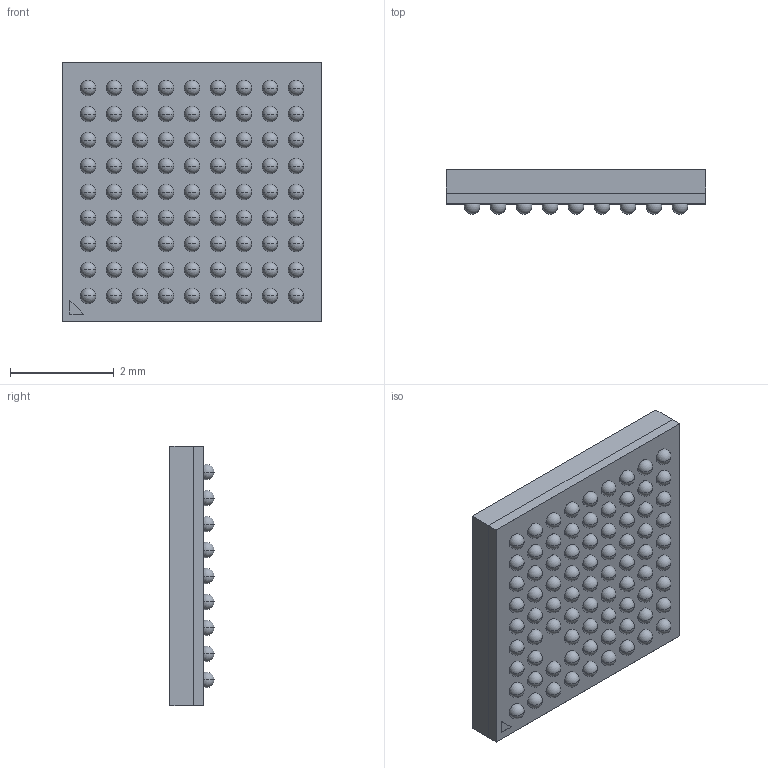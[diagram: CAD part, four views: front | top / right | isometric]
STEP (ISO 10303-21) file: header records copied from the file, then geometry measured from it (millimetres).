
FILE_DESCRIPTION((''),'2;1');
FILE_NAME('ZXH0080A_ASM','2014-02-28T',('a0412025'),(''),'PRO/ENGINEER BY PARAMETRIC TECHNOLOGY CORPORATION, 2011490','PRO/ENGINEER BY PARAMETRIC TECHNOLOGY CORPORATION, 2011490','');
FILE_SCHEMA(('AUTOMOTIVE_DESIGN_CC2 { 1 2 10303 214 -1 1 5 2 }'));
Length unit declared in the file: millimetre
Products named in the file (6): BODY; SUBSTRATE_PBGA; SOLDER_BALL; PIN1_AREA; SMASK_BTM_PBGA; ZXH0080A_ASM
Assembly tree (84 placements, depth 2):
  ZXH0080A_ASM
    BODY
    SUBSTRATE_PBGA
    SOLDER_BALL  x80
    PIN1_AREA
    SMASK_BTM_PBGA
Bounding box: 5 x 0.85 x 5 mm (x, y, z)
Volume: 17.1 mm3; surface area: 183.1 mm2
Topology: 83 solids, 83 shells, 261 faces, 525 edges, 270 vertices
Faces by surface type: sphere 160, plane 101
Entity records: 1609 total; most frequent: DIRECTION 281, CARTESIAN_POINT 196, AXIS2_PLACEMENT_3D 118, ORIENTED_EDGE 98, PRODUCT_DEFINITION_SHAPE 90, ITEM_DEFINED_TRANSFORMATION 84, CONTEXT_DEPENDENT_SHAPE_REPRESENTATION 84, NEXT_ASSEMBLY_USAGE_OCCURRENCE 84
